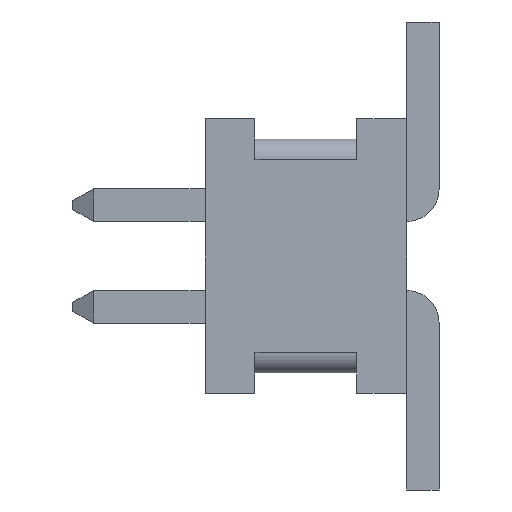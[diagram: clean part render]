
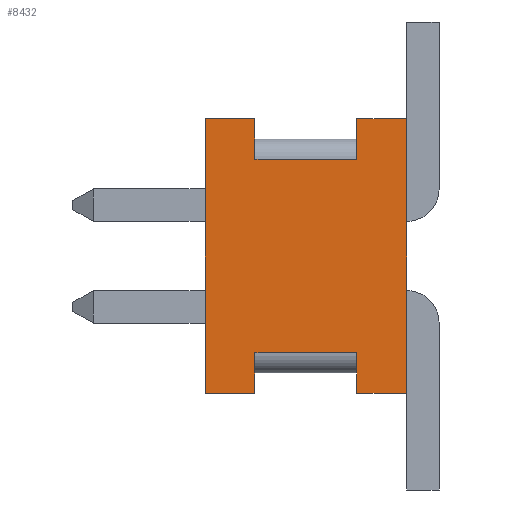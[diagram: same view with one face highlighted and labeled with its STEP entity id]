
A CAD part, left-side view. The second image highlights one B-rep face of the part: STEP entity #8432.
In plain terms, the highlighted planar face has unit normal (-1, 0, 0).
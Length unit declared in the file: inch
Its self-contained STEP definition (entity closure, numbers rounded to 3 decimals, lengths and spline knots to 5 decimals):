
#107 = CARTESIAN_POINT ( 'NONE',  ( -0.175, 0., 0.0675 ) ) ;
#181 = EDGE_CURVE ( 'NONE', #6378, #5164, #16573, .T. ) ;
#250 = DIRECTION ( 'NONE',  ( 0., 1., 0. ) ) ;
#328 = VERTEX_POINT ( 'NONE', #14033 ) ;
#519 = VECTOR ( 'NONE', #16107, 39.37008 ) ;
#586 = VECTOR ( 'NONE', #1609, 39.37008 ) ;
#823 = CARTESIAN_POINT ( 'NONE',  ( -0.175, 0.0245, -0.0675 ) ) ;
#884 = EDGE_CURVE ( 'NONE', #1077, #8545, #6254, .T. ) ;
#1077 = VERTEX_POINT ( 'NONE', #2503 ) ;
#1485 = DIRECTION ( 'NONE',  ( 0., -1., 0. ) ) ;
#1609 = DIRECTION ( 'NONE',  ( 0., 0., 1. ) ) ;
#1713 = EDGE_CURVE ( 'NONE', #1077, #7710, #13973, .T. ) ;
#1839 = CARTESIAN_POINT ( 'NONE',  ( -0.175, 0.0245, -0.0675 ) ) ;
#1863 = LINE ( 'NONE', #6230, #6957 ) ;
#1909 = VERTEX_POINT ( 'NONE', #4030 ) ;
#2135 = LINE ( 'NONE', #823, #6828 ) ;
#2290 = CARTESIAN_POINT ( 'NONE',  ( -0.175, 0.0245, 0.0675 ) ) ;
#2312 = LINE ( 'NONE', #107, #519 ) ;
#2321 = EDGE_CURVE ( 'NONE', #9206, #6378, #4099, .T. ) ;
#2503 = CARTESIAN_POINT ( 'NONE',  ( -0.175, 0.0245, 0.0675 ) ) ;
#2701 = EDGE_CURVE ( 'NONE', #7219, #10456, #14742, .T. ) ;
#2977 = EDGE_CURVE ( 'NONE', #328, #9206, #15955, .T. ) ;
#3127 = VECTOR ( 'NONE', #1485, 39.37008 ) ;
#3241 = LINE ( 'NONE', #12051, #14281 ) ;
#3283 = CARTESIAN_POINT ( 'NONE',  ( -0.175, 0.0245, -0.0475 ) ) ;
#4030 = CARTESIAN_POINT ( 'NONE',  ( -0.175, 0., -0.0675 ) ) ;
#4040 = EDGE_CURVE ( 'NONE', #8545, #5532, #13222, .T. ) ;
#4075 = CARTESIAN_POINT ( 'NONE',  ( -0.175, 0.099, 0.0675 ) ) ;
#4099 = LINE ( 'NONE', #6521, #11474 ) ;
#4110 = EDGE_CURVE ( 'NONE', #328, #7219, #10338, .T. ) ;
#4488 = VECTOR ( 'NONE', #6733, 39.37008 ) ;
#4608 = EDGE_CURVE ( 'NONE', #5532, #10456, #1863, .T. ) ;
#4610 = CARTESIAN_POINT ( 'NONE',  ( -0.175, 0., 0.0675 ) ) ;
#4890 = DIRECTION ( 'NONE',  ( 0., 0., -1. ) ) ;
#5103 = DIRECTION ( 'NONE',  ( 0., 0., 1. ) ) ;
#5164 = VERTEX_POINT ( 'NONE', #3283 ) ;
#5532 = VERTEX_POINT ( 'NONE', #14855 ) ;
#5709 = ORIENTED_EDGE ( 'NONE', *, *, #4110, .F. ) ;
#5756 = ORIENTED_EDGE ( 'NONE', *, *, #884, .T. ) ;
#6156 = VECTOR ( 'NONE', #11253, 39.37008 ) ;
#6230 = CARTESIAN_POINT ( 'NONE',  ( -0.175, 0.0745, 0.0675 ) ) ;
#6254 = LINE ( 'NONE', #2290, #16270 ) ;
#6280 = VECTOR ( 'NONE', #250, 39.37008 ) ;
#6378 = VERTEX_POINT ( 'NONE', #14325 ) ;
#6521 = CARTESIAN_POINT ( 'NONE',  ( -0.175, 0.0745, -0.0675 ) ) ;
#6733 = DIRECTION ( 'NONE',  ( 0., -1., 0. ) ) ;
#6739 = EDGE_CURVE ( 'NONE', #5164, #7818, #2135, .T. ) ;
#6791 = CARTESIAN_POINT ( 'NONE',  ( -0.175, 0.0745, -0.0675 ) ) ;
#6828 = VECTOR ( 'NONE', #9794, 39.37008 ) ;
#6945 = EDGE_CURVE ( 'NONE', #1909, #7710, #2312, .T. ) ;
#6957 = VECTOR ( 'NONE', #16785, 39.37008 ) ;
#7219 = VERTEX_POINT ( 'NONE', #15139 ) ;
#7257 = AXIS2_PLACEMENT_3D ( 'NONE', #16422, #12709, #4890 ) ;
#7378 = DIRECTION ( 'NONE',  ( 0., 0., -1. ) ) ;
#7437 = ORIENTED_EDGE ( 'NONE', *, *, #181, .T. ) ;
#7527 = PLANE ( 'NONE',  #7257 ) ;
#7710 = VERTEX_POINT ( 'NONE', #4610 ) ;
#7818 = VERTEX_POINT ( 'NONE', #1839 ) ;
#8094 = CARTESIAN_POINT ( 'NONE',  ( -0.175, 0.099, 0.0475 ) ) ;
#8193 = EDGE_LOOP ( 'NONE', ( #13550, #11356, #10273, #5709, #12900, #11536, #7437, #9805, #11327, #9977, #9100, #5756 ) ) ;
#8432 = ADVANCED_FACE ( 'NONE', ( #11960 ), #7527, .F. ) ;
#8545 = VERTEX_POINT ( 'NONE', #9070 ) ;
#9070 = CARTESIAN_POINT ( 'NONE',  ( -0.175, 0.0245, 0.0475 ) ) ;
#9100 = ORIENTED_EDGE ( 'NONE', *, *, #1713, .F. ) ;
#9206 = VERTEX_POINT ( 'NONE', #6791 ) ;
#9348 = EDGE_CURVE ( 'NONE', #7818, #1909, #3241, .T. ) ;
#9636 = DIRECTION ( 'NONE',  ( 0., -1., 0. ) ) ;
#9794 = DIRECTION ( 'NONE',  ( 0., 0., -1. ) ) ;
#9805 = ORIENTED_EDGE ( 'NONE', *, *, #6739, .T. ) ;
#9977 = ORIENTED_EDGE ( 'NONE', *, *, #6945, .T. ) ;
#10054 = CARTESIAN_POINT ( 'NONE',  ( -0.175, 0.099, 0.0675 ) ) ;
#10062 = CARTESIAN_POINT ( 'NONE',  ( -0.175, 0.099, -0.0475 ) ) ;
#10273 = ORIENTED_EDGE ( 'NONE', *, *, #2701, .F. ) ;
#10338 = LINE ( 'NONE', #10649, #586 ) ;
#10456 = VERTEX_POINT ( 'NONE', #13568 ) ;
#10649 = CARTESIAN_POINT ( 'NONE',  ( -0.175, 0.099, 0.0675 ) ) ;
#11253 = DIRECTION ( 'NONE',  ( 0., -1., 0. ) ) ;
#11327 = ORIENTED_EDGE ( 'NONE', *, *, #9348, .T. ) ;
#11356 = ORIENTED_EDGE ( 'NONE', *, *, #4608, .T. ) ;
#11474 = VECTOR ( 'NONE', #5103, 39.37008 ) ;
#11536 = ORIENTED_EDGE ( 'NONE', *, *, #2321, .T. ) ;
#11960 = FACE_OUTER_BOUND ( 'NONE', #8193, .T. ) ;
#12051 = CARTESIAN_POINT ( 'NONE',  ( -0.175, 0.099, -0.0675 ) ) ;
#12709 = DIRECTION ( 'NONE',  ( 1., 0., 0. ) ) ;
#12900 = ORIENTED_EDGE ( 'NONE', *, *, #2977, .T. ) ;
#13095 = VECTOR ( 'NONE', #15215, 39.37008 ) ;
#13222 = LINE ( 'NONE', #8094, #6280 ) ;
#13550 = ORIENTED_EDGE ( 'NONE', *, *, #4040, .T. ) ;
#13568 = CARTESIAN_POINT ( 'NONE',  ( -0.175, 0.0745, 0.0675 ) ) ;
#13973 = LINE ( 'NONE', #4075, #3127 ) ;
#14033 = CARTESIAN_POINT ( 'NONE',  ( -0.175, 0.099, -0.0675 ) ) ;
#14281 = VECTOR ( 'NONE', #9636, 39.37008 ) ;
#14325 = CARTESIAN_POINT ( 'NONE',  ( -0.175, 0.0745, -0.0475 ) ) ;
#14742 = LINE ( 'NONE', #10054, #6156 ) ;
#14855 = CARTESIAN_POINT ( 'NONE',  ( -0.175, 0.0745, 0.0475 ) ) ;
#15139 = CARTESIAN_POINT ( 'NONE',  ( -0.175, 0.099, 0.0675 ) ) ;
#15215 = DIRECTION ( 'NONE',  ( 0., -1., 0. ) ) ;
#15948 = CARTESIAN_POINT ( 'NONE',  ( -0.175, 0.099, -0.0675 ) ) ;
#15955 = LINE ( 'NONE', #15948, #4488 ) ;
#16107 = DIRECTION ( 'NONE',  ( 0., 0., 1. ) ) ;
#16270 = VECTOR ( 'NONE', #7378, 39.37008 ) ;
#16422 = CARTESIAN_POINT ( 'NONE',  ( -0.175, 0.099, 0.0675 ) ) ;
#16573 = LINE ( 'NONE', #10062, #13095 ) ;
#16785 = DIRECTION ( 'NONE',  ( 0., 0., 1. ) ) ;
